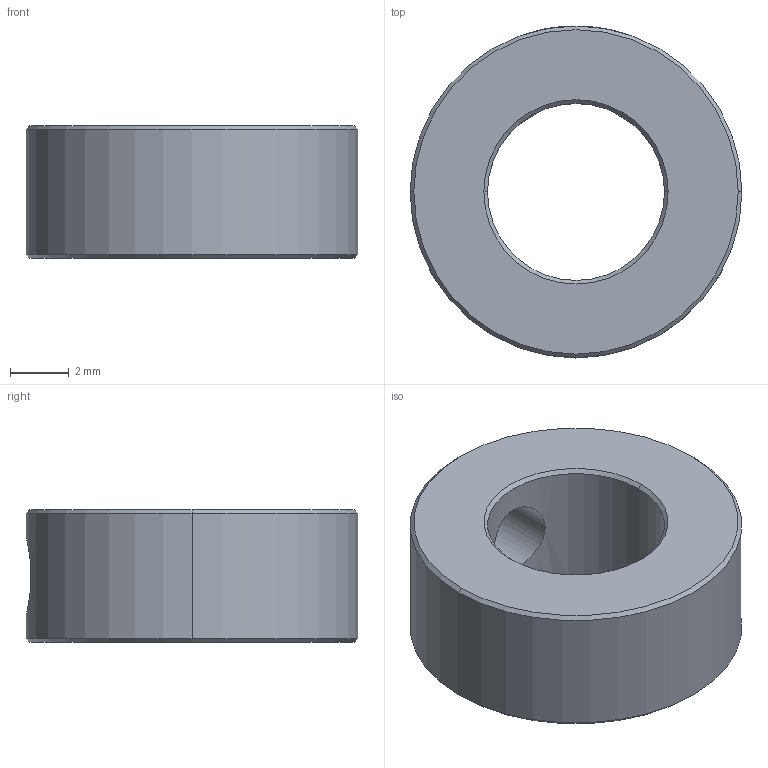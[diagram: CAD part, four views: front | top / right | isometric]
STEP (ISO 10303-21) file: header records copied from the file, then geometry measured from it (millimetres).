
FILE_DESCRIPTION (( 'STEP AP214' ), '1' );
FILE_NAME ('REV-41-1629-1.STEP', '2019-06-06T22:48:26', ( '' ), ( '' ), 'SwSTEP 2.0', 'SolidWorks 2018', '' );
FILE_SCHEMA (( 'AUTOMOTIVE_DESIGN' ));
Length unit declared in the file: millimetre
Products named in the file (1): REV-41-1629-1
Bounding box: 11.25 x 11.25 x 4.5 mm (x, y, z)
Volume: 306.1 mm3; surface area: 388.8 mm2
Topology: 1 solids, 1 shells, 18 faces, 39 edges, 23 vertices
Faces by surface type: cone 8, cylinder 6, bspline 2, plane 2
Entity records: 1768 total; most frequent: CARTESIAN_POINT 1322, DIRECTION 80, ORIENTED_EDGE 78, EDGE_CURVE 39, AXIS2_PLACEMENT_3D 33, VERTEX_POINT 23, EDGE_LOOP 22, ADVANCED_FACE 18
